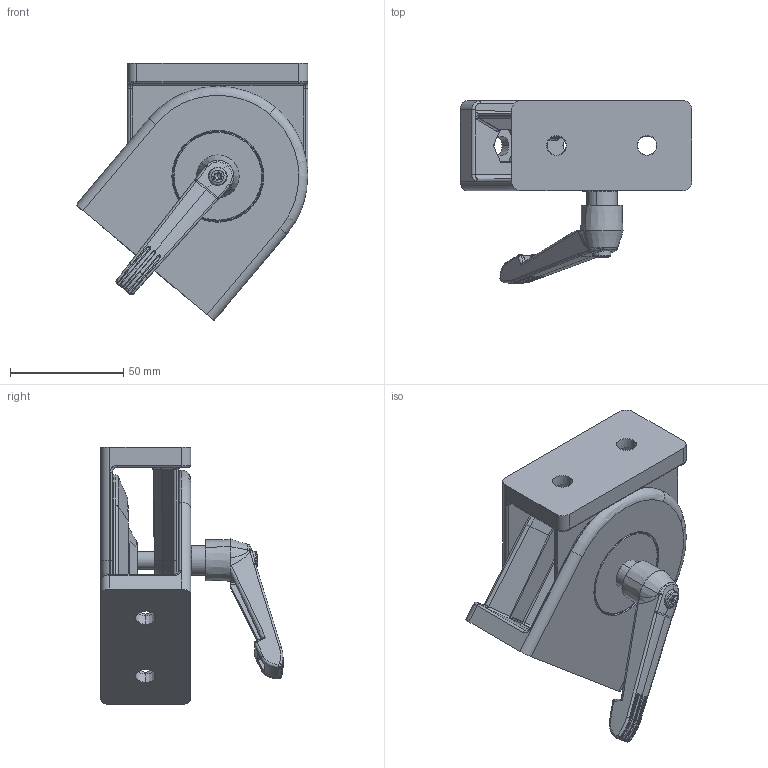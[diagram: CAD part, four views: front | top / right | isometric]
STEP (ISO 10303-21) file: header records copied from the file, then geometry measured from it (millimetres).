
FILE_DESCRIPTION (( 'STEP AP214' ), '1' );
FILE_NAME ('7128213', '2019-01-30T08:48:10', ( '' ), ('JUGARD+KÜNSTNER GmbH'), 'SwSTEP 2.0', 'SolidWorks 2017', '' );
FILE_SCHEMA (( 'AUTOMOTIVE_DESIGN' ));
Length unit declared in the file: millimetre
Products named in the file (9): 7128213; Part10; 12843f06k_12865 m08 35 k; Part8; Part7; Part5; Part3; Part1; Part2
Assembly tree (10 placements, depth 3):
  7128213
    Part2  x2
    Part1
    Part3  x2
    Part5
    12843f06k_12865 m08 35 k
      Part7
      Part8
    Part10
Bounding box: 102.43 x 80.69 x 113.89 mm (x, y, z)
Volume: 182457.7 mm3; surface area: 85512.1 mm2
Topology: 9 solids, 10 shells, 1054 faces, 2577 edges, 1557 vertices
Faces by surface type: torus 260, plane 251, cylinder 236, cone 157, bspline 143, sphere 7
Entity records: 38621 total; most frequent: CARTESIAN_POINT 14657, ORIENTED_EDGE 3448, DIRECTION 3239, EDGE_CURVE 1724, AXIS2_PLACEMENT_3D 1363, VERTEX_POINT 1058, CIRCLE 765, EDGE_LOOP 750
